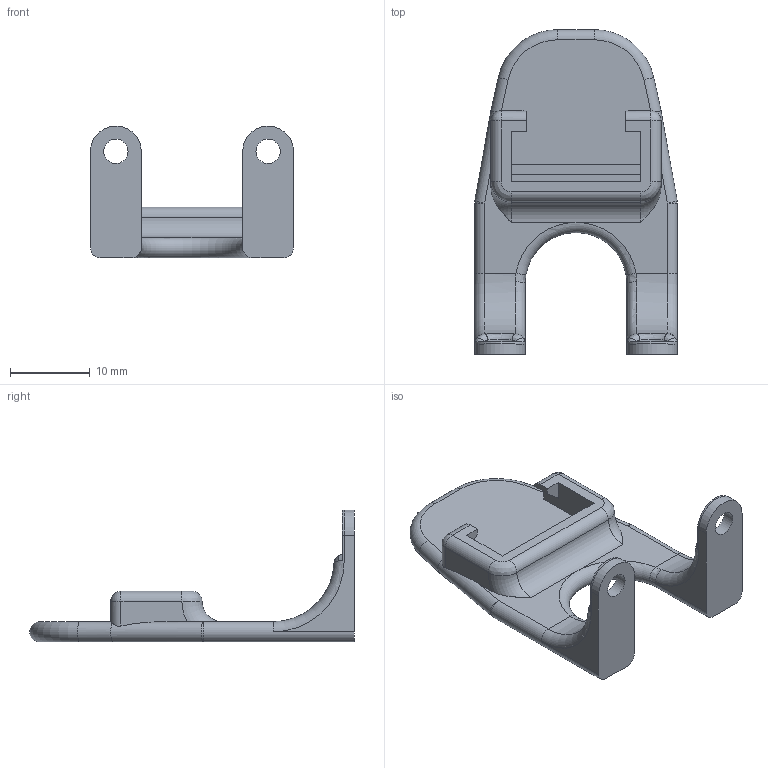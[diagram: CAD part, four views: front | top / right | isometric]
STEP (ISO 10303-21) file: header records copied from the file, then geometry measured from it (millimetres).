
FILE_DESCRIPTION(/* description */ (''),/* implementation_level */ '2;1');
FILE_NAME(/* name */ 'Bluetooth Mount.ipt.stp',/* time_stamp */ '2014-02-22T17:53:33-05:00',/* author */ ('Spooner'),/* organization */ (''),/* preprocessor_version */ 'ST-DEVELOPER v15.2',/* originating_system */ 'Autodesk Inventor 2014',/* authorisation */ '');
FILE_SCHEMA (('AUTOMOTIVE_DESIGN { 1 0 10303 214 3 1 1 }'));
Length unit declared in the file: inch
Products named in the file (1): Bluetooth Mount
Bounding box: 25.4 x 40.64 x 16.51 mm (x, y, z)
Volume: 2665.6 mm3; surface area: 2526 mm2
Topology: 1 solids, 1 shells, 90 faces, 233 edges, 141 vertices
Faces by surface type: cylinder 31, plane 30, bspline 14, torus 11, sphere 4
Full cylindrical faces by diameter (mm): 3.048 x2
Entity records: 3111 total; most frequent: CARTESIAN_POINT 955, ORIENTED_EDGE 454, DIRECTION 440, EDGE_CURVE 227, AXIS2_PLACEMENT_3D 170, VERTEX_POINT 141, LINE 100, VECTOR 100
